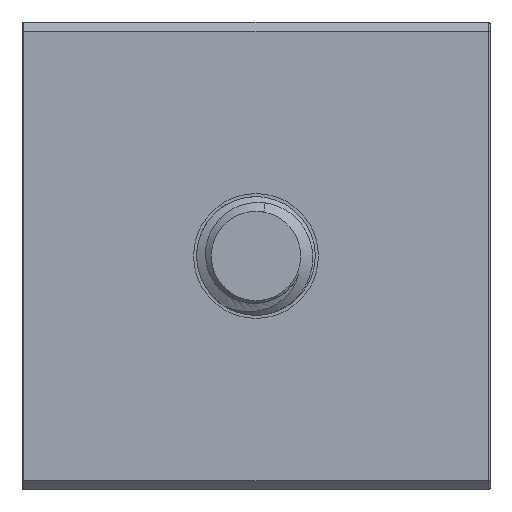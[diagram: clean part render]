
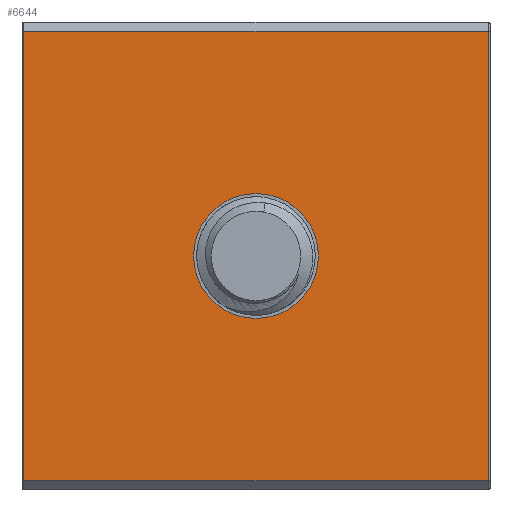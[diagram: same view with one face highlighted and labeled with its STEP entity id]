
A CAD part, front view. The second image highlights one B-rep face of the part: STEP entity #6644.
In plain terms, the highlighted planar face has unit normal (0, -1, 0).
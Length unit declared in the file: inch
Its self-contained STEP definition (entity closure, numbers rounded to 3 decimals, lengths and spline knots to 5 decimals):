
#267 = FACE_OUTER_BOUND ( 'NONE', #6598, .T. ) ;
#306 = EDGE_CURVE ( 'NONE', #5819, #6652, #4040, .T. ) ;
#675 = DIRECTION ( 'NONE',  ( -1., 0., 0. ) ) ;
#813 = VECTOR ( 'NONE', #3438, 39.37008 ) ;
#885 = VERTEX_POINT ( 'NONE', #3918 ) ;
#1358 = CARTESIAN_POINT ( 'NONE',  ( 0.3725, -0.2355, 0.36 ) ) ;
#1675 = DIRECTION ( 'NONE',  ( 0., 1., 0. ) ) ;
#1730 = DIRECTION ( 'NONE',  ( 0., 1., 0. ) ) ;
#1970 = ORIENTED_EDGE ( 'NONE', *, *, #4773, .T. ) ;
#2272 = DIRECTION ( 'NONE',  ( 0., 0., 1. ) ) ;
#2314 = ORIENTED_EDGE ( 'NONE', *, *, #5558, .F. ) ;
#2454 = ORIENTED_EDGE ( 'NONE', *, *, #2565, .T. ) ;
#2565 = EDGE_CURVE ( 'NONE', #6652, #5819, #5487, .T. ) ;
#2643 = VECTOR ( 'NONE', #3104, 39.37008 ) ;
#2656 = CARTESIAN_POINT ( 'NONE',  ( 0., -0.2355, -0.1 ) ) ;
#2669 = ORIENTED_EDGE ( 'NONE', *, *, #5790, .T. ) ;
#2751 = VECTOR ( 'NONE', #675, 39.37008 ) ;
#2987 = VERTEX_POINT ( 'NONE', #5809 ) ;
#3104 = DIRECTION ( 'NONE',  ( -1., 0., 0. ) ) ;
#3156 = CARTESIAN_POINT ( 'NONE',  ( -0.3725, -0.2355, 0.36 ) ) ;
#3237 = EDGE_CURVE ( 'NONE', #885, #6698, #6605, .T. ) ;
#3281 = CARTESIAN_POINT ( 'NONE',  ( 0.3725, -0.2355, 0.36 ) ) ;
#3314 = CARTESIAN_POINT ( 'NONE',  ( 0., -0.2355, 0.1 ) ) ;
#3335 = CARTESIAN_POINT ( 'NONE',  ( 0., -0.2355, 0. ) ) ;
#3382 = LINE ( 'NONE', #4499, #2751 ) ;
#3438 = DIRECTION ( 'NONE',  ( 0., 0., 1. ) ) ;
#3724 = CARTESIAN_POINT ( 'NONE',  ( 0.375, -0.2355, 0.36 ) ) ;
#3774 = LINE ( 'NONE', #3156, #6026 ) ;
#3801 = ORIENTED_EDGE ( 'NONE', *, *, #3237, .T. ) ;
#3918 = CARTESIAN_POINT ( 'NONE',  ( 0.3725, -0.2355, -0.36 ) ) ;
#4040 = CIRCLE ( 'NONE', #5472, 0.1 ) ;
#4168 = CARTESIAN_POINT ( 'NONE',  ( -0.3725, -0.2355, 0.36 ) ) ;
#4184 = LINE ( 'NONE', #3724, #2643 ) ;
#4398 = PLANE ( 'NONE',  #4758 ) ;
#4434 = VERTEX_POINT ( 'NONE', #4168 ) ;
#4499 = CARTESIAN_POINT ( 'NONE',  ( 0.375, -0.2355, -0.36 ) ) ;
#4503 = DIRECTION ( 'NONE',  ( 0., 0., 1. ) ) ;
#4758 = AXIS2_PLACEMENT_3D ( 'NONE', #5990, #6588, #4503 ) ;
#4773 = EDGE_CURVE ( 'NONE', #4434, #2987, #3774, .T. ) ;
#4989 = ORIENTED_EDGE ( 'NONE', *, *, #306, .T. ) ;
#5472 = AXIS2_PLACEMENT_3D ( 'NONE', #3335, #1730, #6050 ) ;
#5487 = CIRCLE ( 'NONE', #5810, 0.1 ) ;
#5514 = FACE_BOUND ( 'NONE', #5592, .T. ) ;
#5558 = EDGE_CURVE ( 'NONE', #885, #2987, #3382, .T. ) ;
#5592 = EDGE_LOOP ( 'NONE', ( #2454, #4989 ) ) ;
#5790 = EDGE_CURVE ( 'NONE', #6698, #4434, #4184, .T. ) ;
#5809 = CARTESIAN_POINT ( 'NONE',  ( -0.3725, -0.2355, -0.36 ) ) ;
#5810 = AXIS2_PLACEMENT_3D ( 'NONE', #6445, #1675, #2272 ) ;
#5819 = VERTEX_POINT ( 'NONE', #2656 ) ;
#5861 = DIRECTION ( 'NONE',  ( 0., 0., -1. ) ) ;
#5990 = CARTESIAN_POINT ( 'NONE',  ( 0.375, -0.2355, 0.36 ) ) ;
#6026 = VECTOR ( 'NONE', #5861, 39.37008 ) ;
#6050 = DIRECTION ( 'NONE',  ( 0., 0., 1. ) ) ;
#6445 = CARTESIAN_POINT ( 'NONE',  ( 0., -0.2355, 0. ) ) ;
#6588 = DIRECTION ( 'NONE',  ( 0., 1., 0. ) ) ;
#6598 = EDGE_LOOP ( 'NONE', ( #2314, #3801, #2669, #1970 ) ) ;
#6605 = LINE ( 'NONE', #1358, #813 ) ;
#6644 = ADVANCED_FACE ( 'NONE', ( #5514, #267 ), #4398, .F. ) ;
#6652 = VERTEX_POINT ( 'NONE', #3314 ) ;
#6698 = VERTEX_POINT ( 'NONE', #3281 ) ;
